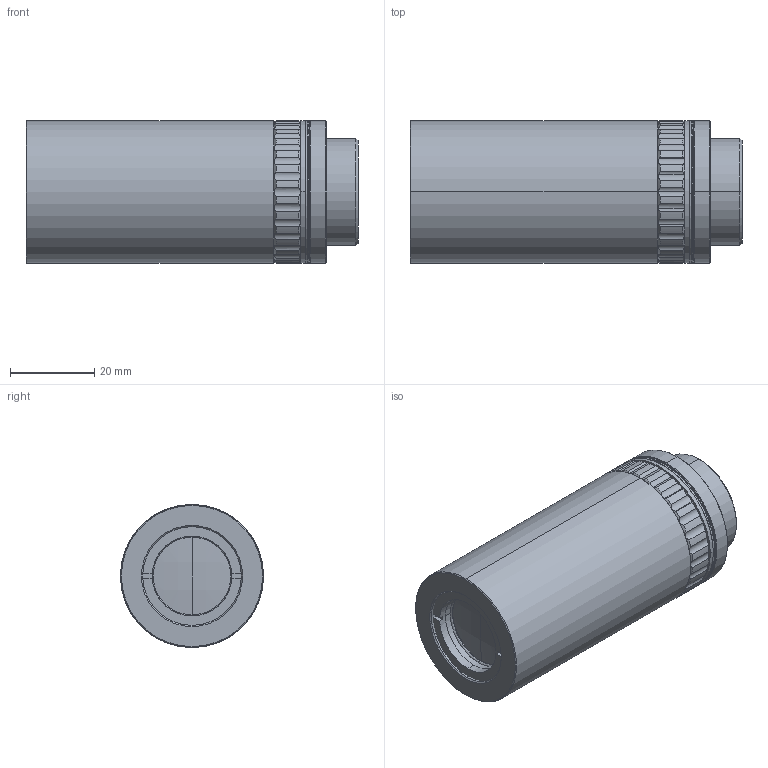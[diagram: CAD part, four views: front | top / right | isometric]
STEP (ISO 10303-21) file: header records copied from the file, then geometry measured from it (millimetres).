
FILE_DESCRIPTION (( 'STEP AP214' ), '1' );
FILE_NAME ('TTL06-11.5-25C.STEP', '2023-05-12T02:15:55', ( '' ), ( '' ), 'SwSTEP 2.0', 'SolidWorks 2022', '' );
FILE_SCHEMA (( 'AUTOMOTIVE_DESIGN' ));
Length unit declared in the file: millimetre
Products named in the file (1): TTL06-11.5-25C
Bounding box: 79.03 x 34 x 34 mm (x, y, z)
Volume: 57496 mm3; surface area: 28105.9 mm2
Topology: 23 solids, 23 shells, 387 faces, 879 edges, 557 vertices
Faces by surface type: cylinder 187, cone 82, plane 81, bspline 37
Entity records: 17163 total; most frequent: CARTESIAN_POINT 3844, DIRECTION 1935, ORIENTED_EDGE 1758, EDGE_CURVE 879, AXIS2_PLACEMENT_3D 812, VERTEX_POINT 557, CIRCLE 461, EDGE_LOOP 444
